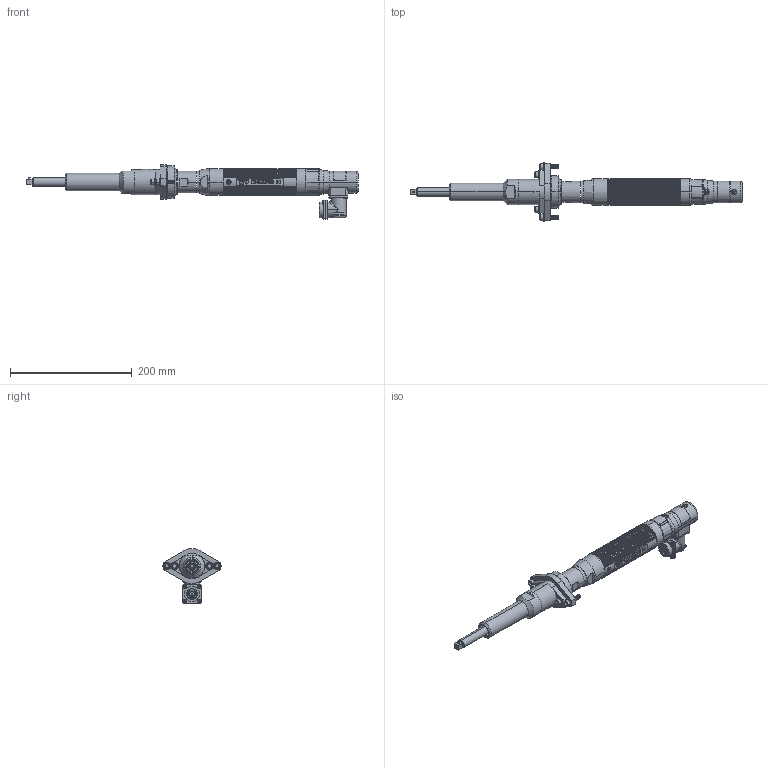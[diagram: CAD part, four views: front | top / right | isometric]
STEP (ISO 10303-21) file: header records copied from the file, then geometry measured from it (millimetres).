
FILE_DESCRIPTION((''),'2;1');
FILE_NAME('EB33MBF2-40','2017-05-22T',('DMG0713'),(''),'PRO/ENGINEER BY PARAMETRIC TECHNOLOGY CORPORATION, 2010430','PRO/ENGINEER BY PARAMETRIC TECHNOLOGY CORPORATION, 2010430','');
FILE_SCHEMA(('CONFIG_CONTROL_DESIGN'));
Products named in the file (1): EB33MBF2-40
Bounding box: 545.11 x 95.44 x 89.79 mm (x, y, z)
Surface area: 89613.4 mm2 (no closed solid volume)
Topology: 0 solids, 130 shells, 749 faces, 3760 edges, 3058 vertices
Faces by surface type: cylinder 318, plane 224, cone 82, bspline 76, torus 47, extrusion 2
Entity records: 54069 total; most frequent: CARTESIAN_POINT 26084, DIRECTION 5301, ORIENTED_EDGE 5094, EDGE_CURVE 3760, VERTEX_POINT 3058, VECTOR 2077, LINE 2075, AXIS2_PLACEMENT_3D 1612
